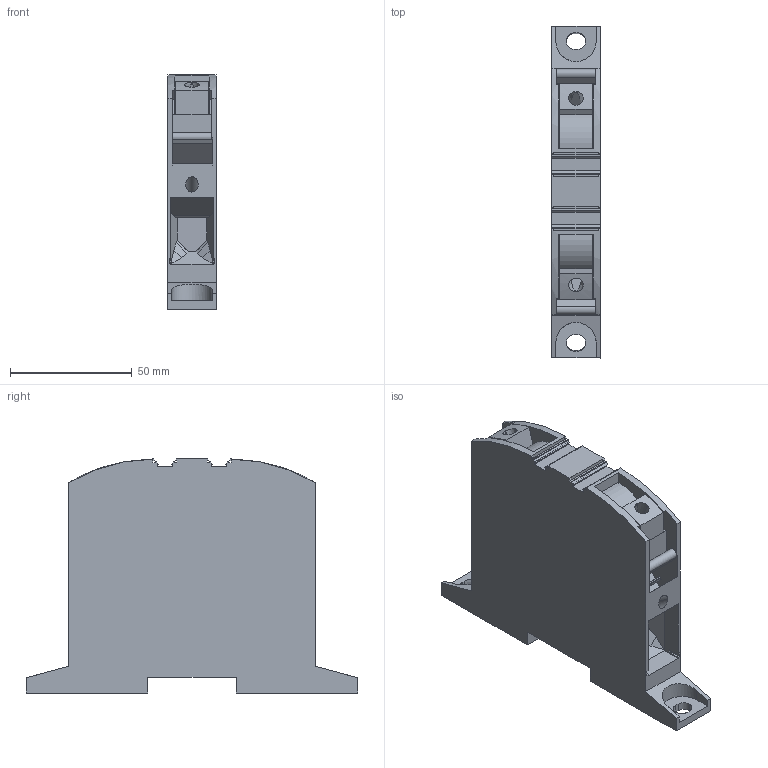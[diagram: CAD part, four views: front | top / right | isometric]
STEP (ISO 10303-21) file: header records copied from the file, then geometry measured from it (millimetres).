
FILE_DESCRIPTION(('Creo Elements/Direct Modeling STEP Export'),'2;1');
FILE_NAME('model.stp','2021-03-22T11:40:17',(''),(''),'Creo Elements/Direct Modeling STEP processor for AP214 (Solid Model)','Creo Elements/Direct Modeling 20.1D 10-Oct-2020 (C) Parametric Technology GmbH','');
FILE_SCHEMA(('AUTOMOTIVE_DESIGN { 1 0 10303 214 1 1 1 1 }'));
Length unit declared in the file: millimetre
Products named in the file (2): PTPOWER_50_F-Select
Assembly tree (1 placements, depth 2):
  PTPOWER_50_F-Select
    PTPOWER_50_F-Select
Bounding box: 20 x 136.1 x 95.95 mm (x, y, z)
Volume: 156372.6 mm3; surface area: 40144.4 mm2
Topology: 1 solids, 1 shells, 263 faces, 739 edges, 488 vertices
Faces by surface type: plane 233, cylinder 22, bspline 4, cone 4
Entity records: 11536 total; most frequent: CARTESIAN_POINT 2801, ORIENTED_EDGE 1478, DIRECTION 1204, EDGE_CURVE 739, VECTOR 632, LINE 632, VERTEX_POINT 488, AXIS2_PLACEMENT_3D 286
